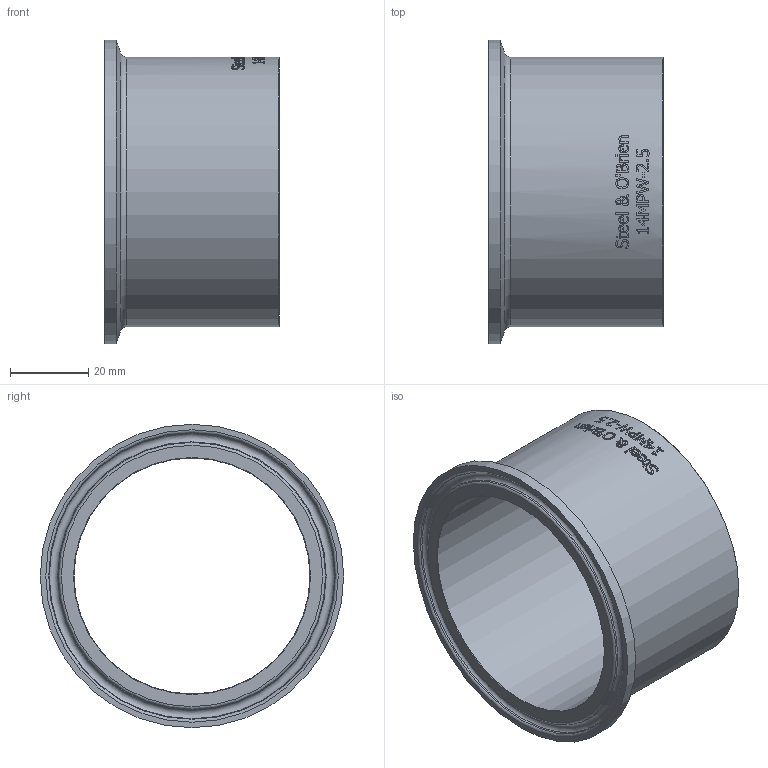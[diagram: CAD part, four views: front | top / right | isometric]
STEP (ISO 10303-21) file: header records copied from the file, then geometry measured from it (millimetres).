
FILE_DESCRIPTION(/* description */ (''),/* implementation_level */ '2;1');
FILE_NAME(/* name */ '14MPW-2.5.stp',/* time_stamp */ '2019-03-29T08:28:11-04:00',/* author */ ('rick'),/* organization */ (''),/* preprocessor_version */ 'ST-DEVELOPER v15.2',/* originating_system */ 'Autodesk Inventor 2014',/* authorisation */ '');
FILE_SCHEMA (('AUTOMOTIVE_DESIGN { 1 0 10303 214 3 1 1 }'));
Length unit declared in the file: inch
Products named in the file (1): 14MPW-2.5
Bounding box: 44.45 x 77.39 x 77.39 mm (x, y, z)
Volume: 41512.3 mm3; surface area: 21799.9 mm2
Topology: 1 solids, 1 shells, 360 faces, 962 edges, 638 vertices
Faces by surface type: plane 162, bspline 152, cylinder 36, torus 7, cone 3
Full cylindrical faces by diameter (mm): 60.198 x1, 68.783 x1, 77.394 x1
Entity records: 13965 total; most frequent: CARTESIAN_POINT 5810, ORIENTED_EDGE 1898, DIRECTION 1269, EDGE_CURVE 949, VERTEX_POINT 638, LINE 439, VECTOR 439, AXIS2_PLACEMENT_3D 415
